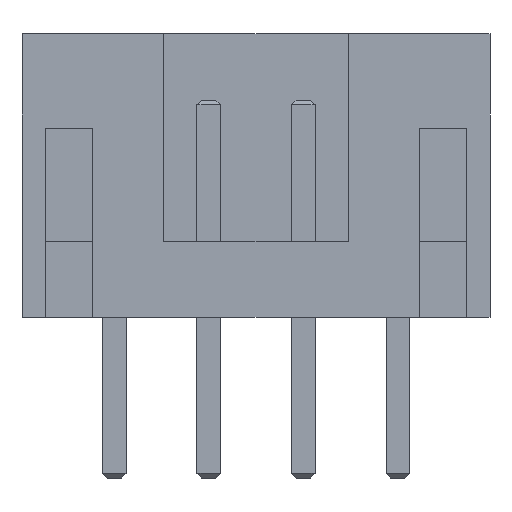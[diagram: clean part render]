
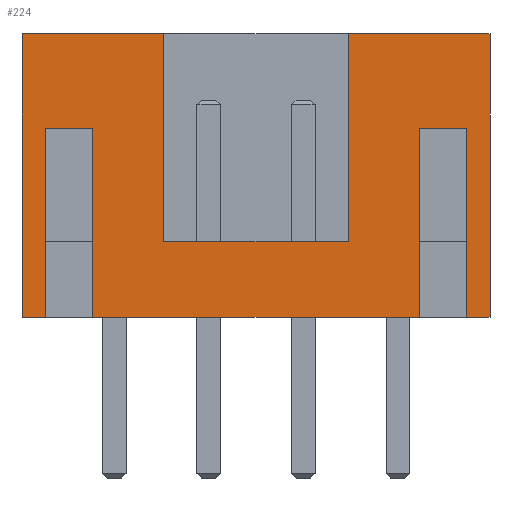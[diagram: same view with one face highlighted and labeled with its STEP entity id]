
A CAD part, front view. The second image highlights one B-rep face of the part: STEP entity #224.
In plain terms, the highlighted planar face has unit normal (0, -1, 0).
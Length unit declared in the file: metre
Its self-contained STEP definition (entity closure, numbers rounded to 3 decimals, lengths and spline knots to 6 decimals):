
#224 = ADVANCED_FACE( '', ( #485 ), #486, .F. );
#485 = FACE_OUTER_BOUND( '', #796, .T. );
#486 = PLANE( '', #797 );
#796 = EDGE_LOOP( '', ( #1315, #1316, #1317, #1318, #1319, #1320, #1321, #1322, #1323, #1324, #1325, #1326, #1327, #1328, #1329, #1330 ) );
#797 = AXIS2_PLACEMENT_3D( '', #1331, #1332, #1333 );
#1315 = ORIENTED_EDGE( '', *, *, #1959, .F. );
#1316 = ORIENTED_EDGE( '', *, *, #1843, .F. );
#1317 = ORIENTED_EDGE( '', *, *, #1960, .T. );
#1318 = ORIENTED_EDGE( '', *, *, #1961, .T. );
#1319 = ORIENTED_EDGE( '', *, *, #1962, .F. );
#1320 = ORIENTED_EDGE( '', *, *, #1782, .T. );
#1321 = ORIENTED_EDGE( '', *, *, #1963, .T. );
#1322 = ORIENTED_EDGE( '', *, *, #1964, .T. );
#1323 = ORIENTED_EDGE( '', *, *, #1965, .F. );
#1324 = ORIENTED_EDGE( '', *, *, #1966, .F. );
#1325 = ORIENTED_EDGE( '', *, *, #1930, .T. );
#1326 = ORIENTED_EDGE( '', *, *, #1967, .T. );
#1327 = ORIENTED_EDGE( '', *, *, #1868, .F. );
#1328 = ORIENTED_EDGE( '', *, *, #1839, .F. );
#1329 = ORIENTED_EDGE( '', *, *, #1968, .T. );
#1330 = ORIENTED_EDGE( '', *, *, #1969, .F. );
#1331 = CARTESIAN_POINT( '', ( 0., -0.0017, 0.0016 ) );
#1332 = DIRECTION( '', ( 0., 1., 0. ) );
#1333 = DIRECTION( '', ( 0., 0., 1. ) );
#1782 = EDGE_CURVE( '', #2113, #2111, #2114, .T. );
#1839 = EDGE_CURVE( '', #2209, #2211, #2212, .T. );
#1843 = EDGE_CURVE( '', #2217, #2197, #2219, .T. );
#1868 = EDGE_CURVE( '', #2211, #2254, #2257, .T. );
#1930 = EDGE_CURVE( '', #2348, #2346, #2349, .T. );
#1959 = EDGE_CURVE( '', #2197, #2384, #2385, .T. );
#1960 = EDGE_CURVE( '', #2217, #2386, #2387, .T. );
#1961 = EDGE_CURVE( '', #2386, #2388, #2389, .T. );
#1962 = EDGE_CURVE( '', #2113, #2388, #2390, .T. );
#1963 = EDGE_CURVE( '', #2111, #2391, #2392, .T. );
#1964 = EDGE_CURVE( '', #2391, #2393, #2394, .T. );
#1965 = EDGE_CURVE( '', #2395, #2393, #2396, .T. );
#1966 = EDGE_CURVE( '', #2348, #2395, #2397, .T. );
#1967 = EDGE_CURVE( '', #2346, #2254, #2398, .T. );
#1968 = EDGE_CURVE( '', #2209, #2399, #2400, .T. );
#1969 = EDGE_CURVE( '', #2384, #2399, #2401, .T. );
#2111 = VERTEX_POINT( '', #2578 );
#2113 = VERTEX_POINT( '', #2581 );
#2114 = LINE( '', #2582, #2583 );
#2197 = VERTEX_POINT( '', #2704 );
#2209 = VERTEX_POINT( '', #2722 );
#2211 = VERTEX_POINT( '', #2725 );
#2212 = LINE( '', #2726, #2727 );
#2217 = VERTEX_POINT( '', #2734 );
#2219 = LINE( '', #2737, #2738 );
#2254 = VERTEX_POINT( '', #2789 );
#2257 = LINE( '', #2794, #2795 );
#2346 = VERTEX_POINT( '', #2929 );
#2348 = VERTEX_POINT( '', #2932 );
#2349 = LINE( '', #2933, #2934 );
#2384 = VERTEX_POINT( '', #2988 );
#2385 = LINE( '', #2989, #2990 );
#2386 = VERTEX_POINT( '', #2991 );
#2387 = LINE( '', #2992, #2993 );
#2388 = VERTEX_POINT( '', #2994 );
#2389 = LINE( '', #2995, #2996 );
#2390 = LINE( '', #2997, #2998 );
#2391 = VERTEX_POINT( '', #2999 );
#2392 = LINE( '', #3000, #3001 );
#2393 = VERTEX_POINT( '', #3002 );
#2394 = LINE( '', #3003, #3004 );
#2395 = VERTEX_POINT( '', #3005 );
#2396 = LINE( '', #3006, #3007 );
#2397 = LINE( '', #3008, #3009 );
#2398 = LINE( '', #3010, #3011 );
#2399 = VERTEX_POINT( '', #3012 );
#2400 = LINE( '', #3013, #3014 );
#2401 = LINE( '', #3015, #3016 );
#2578 = CARTESIAN_POINT( '', ( -0.00345, -0.0017, 0.004 ) );
#2581 = CARTESIAN_POINT( '', ( -0.00445, -0.0017, 0.004 ) );
#2582 = CARTESIAN_POINT( '', ( -0.00395, -0.0017, 0.004 ) );
#2583 = VECTOR( '', #3226, 1. );
#2704 = CARTESIAN_POINT( '', ( -0.00195, -0.0017, 0.006 ) );
#2722 = CARTESIAN_POINT( '', ( 0.00195, -0.0017, 0.006 ) );
#2725 = CARTESIAN_POINT( '', ( 0.00495, -0.0017, 0.006 ) );
#2726 = CARTESIAN_POINT( '', ( 0., -0.0017, 0.006 ) );
#2727 = VECTOR( '', #3272, 1. );
#2734 = CARTESIAN_POINT( '', ( -0.00495, -0.0017, 0.006 ) );
#2737 = CARTESIAN_POINT( '', ( 0., -0.0017, 0.006 ) );
#2738 = VECTOR( '', #3276, 1. );
#2789 = CARTESIAN_POINT( '', ( 0.00495, -0.0017, 0. ) );
#2794 = CARTESIAN_POINT( '', ( 0.00495, -0.0017, 0.0016 ) );
#2795 = VECTOR( '', #3295, 1. );
#2929 = CARTESIAN_POINT( '', ( 0.00445, -0.0017, 0. ) );
#2932 = CARTESIAN_POINT( '', ( 0.00445, -0.0017, 0.004 ) );
#2933 = CARTESIAN_POINT( '', ( 0.00445, -0.0017, 0.002 ) );
#2934 = VECTOR( '', #3342, 1. );
#2988 = CARTESIAN_POINT( '', ( -0.00195, -0.0017, 0.0016 ) );
#2989 = CARTESIAN_POINT( '', ( -0.00195, -0.0017, 0.0038 ) );
#2990 = VECTOR( '', #3362, 1. );
#2991 = CARTESIAN_POINT( '', ( -0.00495, -0.0017, 0. ) );
#2992 = CARTESIAN_POINT( '', ( -0.00495, -0.0017, 0.0016 ) );
#2993 = VECTOR( '', #3363, 1. );
#2994 = CARTESIAN_POINT( '', ( -0.00445, -0.0017, 0. ) );
#2995 = CARTESIAN_POINT( '', ( 0., -0.0017, 0. ) );
#2996 = VECTOR( '', #3364, 1. );
#2997 = CARTESIAN_POINT( '', ( -0.00445, -0.0017, 0.002 ) );
#2998 = VECTOR( '', #3365, 1. );
#2999 = CARTESIAN_POINT( '', ( -0.00345, -0.0017, 0. ) );
#3000 = CARTESIAN_POINT( '', ( -0.00345, -0.0017, 0.002 ) );
#3001 = VECTOR( '', #3366, 1. );
#3002 = CARTESIAN_POINT( '', ( 0.00345, -0.0017, 0. ) );
#3003 = CARTESIAN_POINT( '', ( 0., -0.0017, 0. ) );
#3004 = VECTOR( '', #3367, 1. );
#3005 = CARTESIAN_POINT( '', ( 0.00345, -0.0017, 0.004 ) );
#3006 = CARTESIAN_POINT( '', ( 0.00345, -0.0017, 0.002 ) );
#3007 = VECTOR( '', #3368, 1. );
#3008 = CARTESIAN_POINT( '', ( 0.00395, -0.0017, 0.004 ) );
#3009 = VECTOR( '', #3369, 1. );
#3010 = CARTESIAN_POINT( '', ( 0., -0.0017, 0. ) );
#3011 = VECTOR( '', #3370, 1. );
#3012 = CARTESIAN_POINT( '', ( 0.00195, -0.0017, 0.0016 ) );
#3013 = CARTESIAN_POINT( '', ( 0.00195, -0.0017, 0.0038 ) );
#3014 = VECTOR( '', #3371, 1. );
#3015 = CARTESIAN_POINT( '', ( 0., -0.0017, 0.0016 ) );
#3016 = VECTOR( '', #3372, 1. );
#3226 = DIRECTION( '', ( 1., 0., 0. ) );
#3272 = DIRECTION( '', ( 1., 0., 0. ) );
#3276 = DIRECTION( '', ( 1., 0., 0. ) );
#3295 = DIRECTION( '', ( 0., 0., -1. ) );
#3342 = DIRECTION( '', ( 0., 0., -1. ) );
#3362 = DIRECTION( '', ( 0., 0., -1. ) );
#3363 = DIRECTION( '', ( 0., 0., -1. ) );
#3364 = DIRECTION( '', ( 1., 0., 0. ) );
#3365 = DIRECTION( '', ( 0., 0., -1. ) );
#3366 = DIRECTION( '', ( 0., 0., -1. ) );
#3367 = DIRECTION( '', ( 1., 0., 0. ) );
#3368 = DIRECTION( '', ( 0., 0., -1. ) );
#3369 = DIRECTION( '', ( -1., 0., 0. ) );
#3370 = DIRECTION( '', ( 1., 0., 0. ) );
#3371 = DIRECTION( '', ( 0., 0., -1. ) );
#3372 = DIRECTION( '', ( 1., 0., 0. ) );
